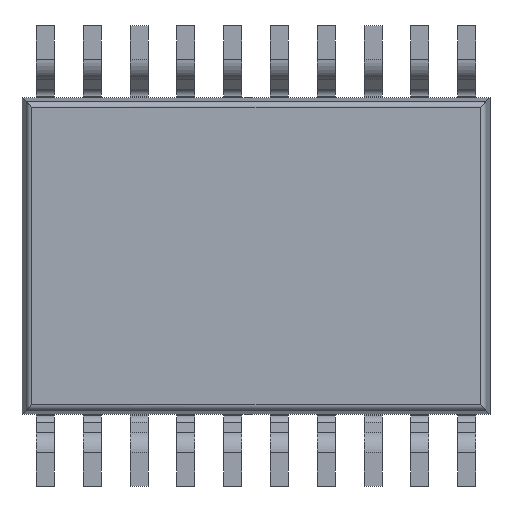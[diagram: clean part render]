
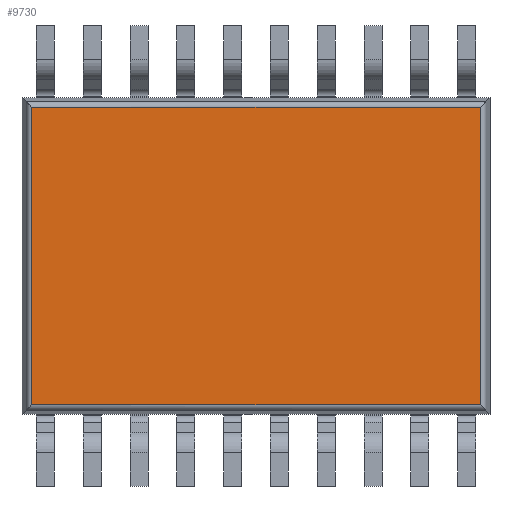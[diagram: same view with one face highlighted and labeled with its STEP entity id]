
A CAD part, front view. The second image highlights one B-rep face of the part: STEP entity #9730.
In plain terms, the highlighted planar face has unit normal (0, -1, 0).
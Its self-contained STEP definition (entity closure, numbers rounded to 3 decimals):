
#9691 = CARTESIAN_POINT ( 'NONE',  ( 3.114, 0.05, -2.064 ) ) ;
#9692 = VERTEX_POINT ( 'NONE', #9691 ) ;
#9693 = CARTESIAN_POINT ( 'NONE',  ( 3.114, 0.05, 2.064 ) ) ;
#9694 = VERTEX_POINT ( 'NONE', #9693 ) ;
#9695 = CARTESIAN_POINT ( 'NONE',  ( 3.114, 0.05, 1.566 ) ) ;
#9696 = DIRECTION ( 'NONE',  ( 0., 0., 1. ) ) ;
#9697 = VECTOR ( 'NONE', #9696, 1000. ) ;
#9698 = LINE ( 'NONE', #9695, #9697 ) ;
#9699 = EDGE_CURVE ( 'NONE', #9692, #9694, #9698, .T. ) ;
#9700 = ORIENTED_EDGE ( 'NONE', *, *, #9699, .T. ) ;
#9701 = CARTESIAN_POINT ( 'NONE',  ( -3.114, 0.05, 2.064 ) ) ;
#9702 = VERTEX_POINT ( 'NONE', #9701 ) ;
#9703 = CARTESIAN_POINT ( 'NONE',  ( 2.1, 0.05, 2.064 ) ) ;
#9704 = DIRECTION ( 'NONE',  ( -1., 0., 0. ) ) ;
#9705 = VECTOR ( 'NONE', #9704, 1000. ) ;
#9706 = LINE ( 'NONE', #9703, #9705 ) ;
#9707 = EDGE_CURVE ( 'NONE', #9694, #9702, #9706, .T. ) ;
#9708 = ORIENTED_EDGE ( 'NONE', *, *, #9707, .T. ) ;
#9709 = CARTESIAN_POINT ( 'NONE',  ( -3.114, 0.05, -2.064 ) ) ;
#9710 = VERTEX_POINT ( 'NONE', #9709 ) ;
#9711 = CARTESIAN_POINT ( 'NONE',  ( -3.114, 0.05, 1.566 ) ) ;
#9712 = DIRECTION ( 'NONE',  ( 0., 0., -1. ) ) ;
#9713 = VECTOR ( 'NONE', #9712, 1000. ) ;
#9714 = LINE ( 'NONE', #9711, #9713 ) ;
#9715 = EDGE_CURVE ( 'NONE', #9702, #9710, #9714, .T. ) ;
#9716 = ORIENTED_EDGE ( 'NONE', *, *, #9715, .T. ) ;
#9717 = CARTESIAN_POINT ( 'NONE',  ( 2.1, 0.05, -2.064 ) ) ;
#9718 = DIRECTION ( 'NONE',  ( 1., 0., 0. ) ) ;
#9719 = VECTOR ( 'NONE', #9718, 1000. ) ;
#9720 = LINE ( 'NONE', #9717, #9719 ) ;
#9721 = EDGE_CURVE ( 'NONE', #9710, #9692, #9720, .T. ) ;
#9722 = ORIENTED_EDGE ( 'NONE', *, *, #9721, .T. ) ;
#9723 = EDGE_LOOP ( 'NONE', ( #9700, #9708, #9716, #9722 ) ) ;
#9724 = FACE_OUTER_BOUND ( 'NONE', #9723, .T. ) ;
#9725 = CARTESIAN_POINT ( 'NONE',  ( 2.1, 0.05, 1.566 ) ) ;
#9726 = DIRECTION ( 'NONE',  ( 0., -1., 0. ) ) ;
#9727 = DIRECTION ( 'NONE',  ( 0., 0., -1. ) ) ;
#9728 = AXIS2_PLACEMENT_3D ( 'NONE', #9725, #9726, #9727 ) ;
#9729 = PLANE ( 'NONE', #9728 ) ;
#9730 = ADVANCED_FACE ( 'NONE', ( #9724 ), #9729, .T. ) ;
